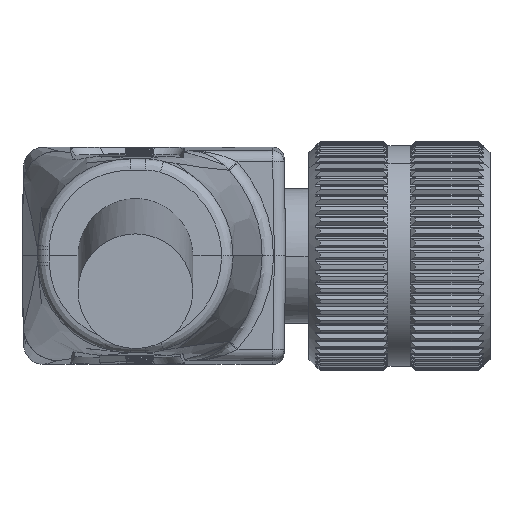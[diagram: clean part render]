
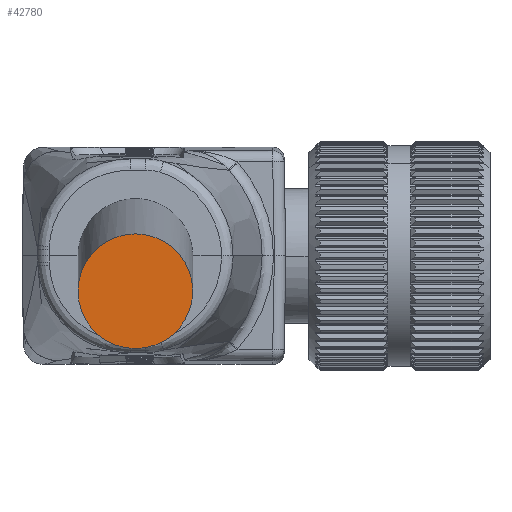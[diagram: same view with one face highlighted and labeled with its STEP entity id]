
A CAD part, front view. The second image highlights one B-rep face of the part: STEP entity #42780.
In plain terms, the highlighted planar face has unit normal (0, -1, -0.018).
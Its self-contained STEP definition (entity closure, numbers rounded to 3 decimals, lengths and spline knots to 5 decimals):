
#13893=CARTESIAN_POINT('',(-0.08102,-4.17277,
-0.06047));
#13894=DIRECTION('',(0.,-1.,-0.017));
#13895=DIRECTION('',(1.,0.,0.));
#13896=AXIS2_PLACEMENT_3D('',#13893,#13894,#13895);
#13898=CARTESIAN_POINT('',(-0.08102,-4.17277,
-0.06047));
#13899=DIRECTION('',(0.,-1.,-0.017));
#13900=DIRECTION('',(-1.,0.,0.));
#13901=AXIS2_PLACEMENT_3D('',#13898,#13899,#13900);
#26310=CARTESIAN_POINT('',(0.0174,-4.17277,
-0.06047));
#26311=CARTESIAN_POINT('',(-0.17945,-4.17277,
-0.06047));
#26312=VERTEX_POINT('',#26310);
#26313=VERTEX_POINT('',#26311);
#42771=CARTESIAN_POINT('',(0.,-4.17256,-0.07283));
#42772=DIRECTION('',(0.,-1.,-0.017));
#42773=DIRECTION('',(1.,0.,0.));
#42774=AXIS2_PLACEMENT_3D('',#42771,#42772,#42773);
#42775=PLANE('',#42774);
#42776=ORIENTED_EDGE('',*,*,#36673,.F.);
#42777=ORIENTED_EDGE('',*,*,#42765,.F.);
#42778=EDGE_LOOP('',(#42776,#42777));
#42779=FACE_OUTER_BOUND('',#42778,.F.);
#42780=ADVANCED_FACE('',(#42779),#42775,.T.);
#13897=CIRCLE('',#13896,0.09843);
#13902=CIRCLE('',#13901,0.09843);
#36673=EDGE_CURVE('',#26312,#26313,#13897,.T.);
#42765=EDGE_CURVE('',#26313,#26312,#13902,.T.);
